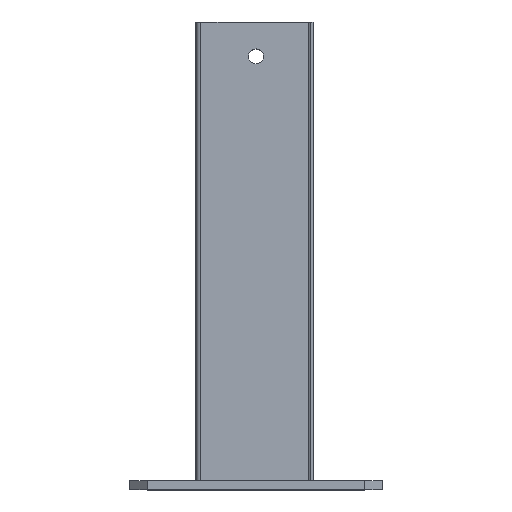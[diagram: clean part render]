
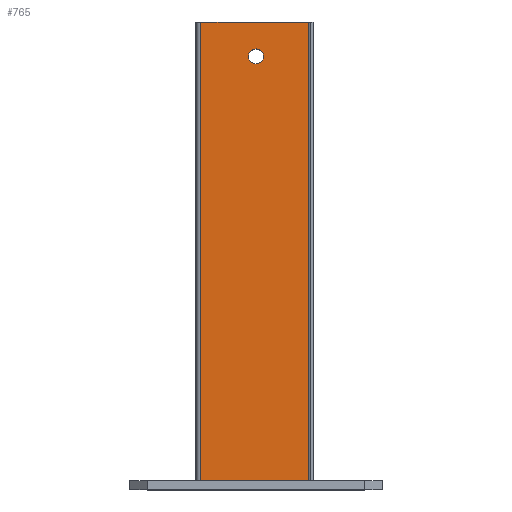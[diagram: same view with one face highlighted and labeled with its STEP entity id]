
A CAD part, top view. The second image highlights one B-rep face of the part: STEP entity #765.
In plain terms, the highlighted face is planar.
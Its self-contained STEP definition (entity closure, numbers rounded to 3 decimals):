
#68 = CARTESIAN_POINT ( 'NONE',  ( -27.5, 48., 200. ) ) ;
#102 = EDGE_CURVE ( 'NONE', #265, #473, #891, .T. ) ;
#104 = LINE ( 'NONE', #1378, #2459 ) ;
#132 = VERTEX_POINT ( 'NONE', #68 ) ;
#168 = DIRECTION ( 'NONE',  ( 0., 0., 1. ) ) ;
#232 = DIRECTION ( 'NONE',  ( -1., 0., 0. ) ) ;
#253 = EDGE_CURVE ( 'NONE', #1616, #1521, #104, .T. ) ;
#265 = VERTEX_POINT ( 'NONE', #509 ) ;
#294 = VECTOR ( 'NONE', #1299, 1000. ) ;
#314 = CARTESIAN_POINT ( 'NONE',  ( -27.5, 48., 200. ) ) ;
#371 = FACE_OUTER_BOUND ( 'NONE', #625, .T. ) ;
#398 = EDGE_CURVE ( 'NONE', #473, #265, #2010, .T. ) ;
#428 = AXIS2_PLACEMENT_3D ( 'NONE', #487, #232, #1775 ) ;
#436 = AXIS2_PLACEMENT_3D ( 'NONE', #994, #2479, #808 ) ;
#473 = VERTEX_POINT ( 'NONE', #629 ) ;
#482 = VECTOR ( 'NONE', #2432, 1000. ) ;
#487 = CARTESIAN_POINT ( 'NONE',  ( -27.5, 0., 170. ) ) ;
#509 = CARTESIAN_POINT ( 'NONE',  ( -27.5, 0., 176.5 ) ) ;
#516 = VECTOR ( 'NONE', #2671, 1000. ) ;
#563 = CARTESIAN_POINT ( 'NONE',  ( -27.5, -45.5, 200. ) ) ;
#625 = EDGE_LOOP ( 'NONE', ( #1712, #2512, #1977, #2186 ) ) ;
#629 = CARTESIAN_POINT ( 'NONE',  ( -27.5, 0., 163.5 ) ) ;
#688 = CARTESIAN_POINT ( 'NONE',  ( -27.5, -45.5, -200. ) ) ;
#765 = ADVANCED_FACE ( 'NONE', ( #1679, #371 ), #2726, .T. ) ;
#808 = DIRECTION ( 'NONE',  ( 0., 0., 1. ) ) ;
#818 = DIRECTION ( 'NONE',  ( -1., 0., 0. ) ) ;
#831 = ORIENTED_EDGE ( 'NONE', *, *, #102, .F. ) ;
#891 = CIRCLE ( 'NONE', #428, 6.5 ) ;
#936 = EDGE_CURVE ( 'NONE', #2097, #132, #1493, .T. ) ;
#994 = CARTESIAN_POINT ( 'NONE',  ( -27.5, -50., 200. ) ) ;
#1146 = LINE ( 'NONE', #314, #516 ) ;
#1299 = DIRECTION ( 'NONE',  ( 0., 1., 0. ) ) ;
#1376 = AXIS2_PLACEMENT_3D ( 'NONE', #2275, #818, #168 ) ;
#1378 = CARTESIAN_POINT ( 'NONE',  ( -27.5, -50., -200. ) ) ;
#1399 = LINE ( 'NONE', #1797, #482 ) ;
#1429 = EDGE_CURVE ( 'NONE', #2097, #1616, #1399, .T. ) ;
#1493 = LINE ( 'NONE', #1943, #294 ) ;
#1521 = VERTEX_POINT ( 'NONE', #2333 ) ;
#1616 = VERTEX_POINT ( 'NONE', #688 ) ;
#1629 = EDGE_CURVE ( 'NONE', #132, #1521, #1146, .T. ) ;
#1679 = FACE_BOUND ( 'NONE', #2051, .T. ) ;
#1712 = ORIENTED_EDGE ( 'NONE', *, *, #253, .F. ) ;
#1775 = DIRECTION ( 'NONE',  ( 0., 0., 1. ) ) ;
#1797 = CARTESIAN_POINT ( 'NONE',  ( -27.5, -45.5, 200. ) ) ;
#1886 = ORIENTED_EDGE ( 'NONE', *, *, #398, .F. ) ;
#1943 = CARTESIAN_POINT ( 'NONE',  ( -27.5, -50., 200. ) ) ;
#1977 = ORIENTED_EDGE ( 'NONE', *, *, #936, .T. ) ;
#2010 = CIRCLE ( 'NONE', #1376, 6.5 ) ;
#2051 = EDGE_LOOP ( 'NONE', ( #1886, #831 ) ) ;
#2097 = VERTEX_POINT ( 'NONE', #563 ) ;
#2186 = ORIENTED_EDGE ( 'NONE', *, *, #1629, .T. ) ;
#2275 = CARTESIAN_POINT ( 'NONE',  ( -27.5, 0., 170. ) ) ;
#2333 = CARTESIAN_POINT ( 'NONE',  ( -27.5, 48., -200. ) ) ;
#2432 = DIRECTION ( 'NONE',  ( 0., 0., -1. ) ) ;
#2447 = DIRECTION ( 'NONE',  ( 0., 1., 0. ) ) ;
#2459 = VECTOR ( 'NONE', #2447, 1000. ) ;
#2479 = DIRECTION ( 'NONE',  ( -1., 0., 0. ) ) ;
#2512 = ORIENTED_EDGE ( 'NONE', *, *, #1429, .F. ) ;
#2671 = DIRECTION ( 'NONE',  ( 0., 0., -1. ) ) ;
#2726 = PLANE ( 'NONE',  #436 ) ;
